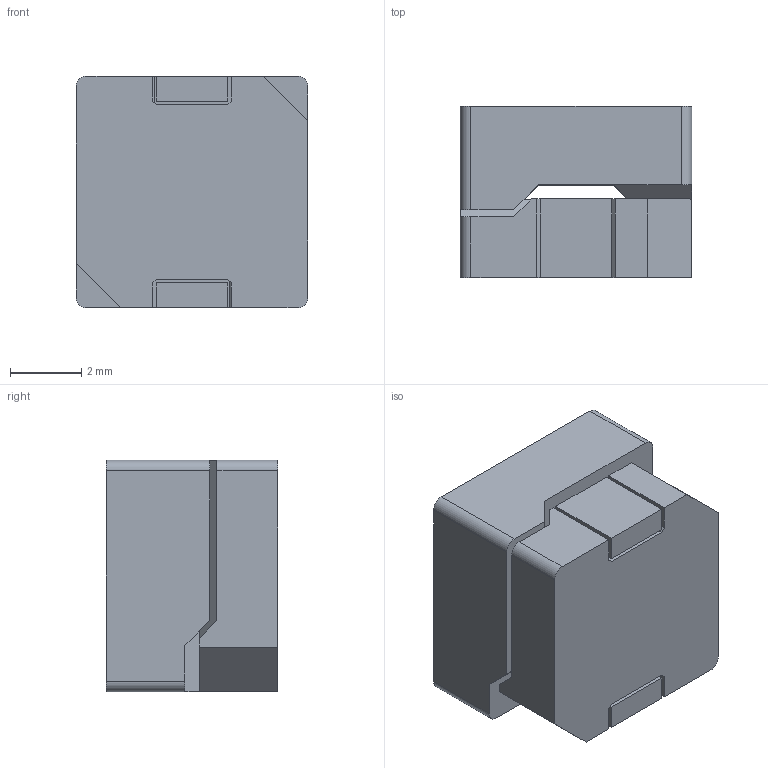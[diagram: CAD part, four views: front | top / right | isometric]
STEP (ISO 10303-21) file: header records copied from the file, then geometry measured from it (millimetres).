
FILE_DESCRIPTION (( 'STEP AP214' ), '1' );
FILE_NAME ('SRR0745HA-470M.STEP', '2024-10-12T05:31:27', ( '' ), ( '' ), 'SwSTEP 2.0', 'SolidWorks 2023', '' );
FILE_SCHEMA (( 'AUTOMOTIVE_DESIGN' ));
Length unit declared in the file: millimetre
Products named in the file (5): SRR0745HA-470M; srr0604-102kl_1_4; srr0604-102kl_1_2; srr0604-102kl_1_3; srr0604-102kl_1
Assembly tree (4 placements, depth 2):
  SRR0745HA-470M
    srr0604-102kl_1
    srr0604-102kl_1_2
    srr0604-102kl_1_3
    srr0604-102kl_1_4
Bounding box: 6.5 x 4.8 x 6.5 mm (x, y, z)
Volume: 181.4 mm3; surface area: 346 mm2
Topology: 4 solids, 4 shells, 66 faces, 164 edges, 108 vertices
Faces by surface type: plane 52, cylinder 10, cone 4
Entity records: 2468 total; most frequent: CARTESIAN_POINT 345, DIRECTION 334, ORIENTED_EDGE 328, EDGE_CURVE 164, LINE 140, VECTOR 140, VERTEX_POINT 108, AXIS2_PLACEMENT_3D 97
